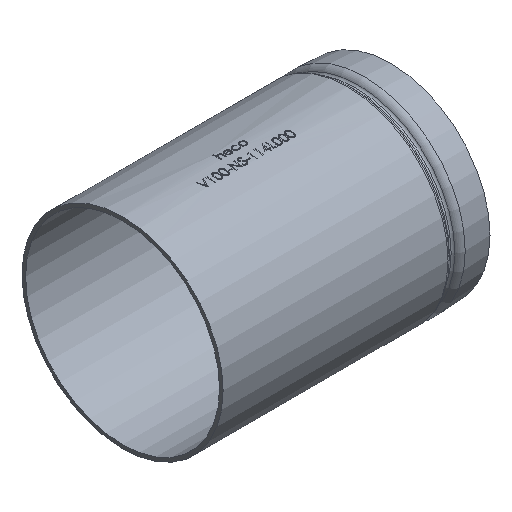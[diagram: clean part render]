
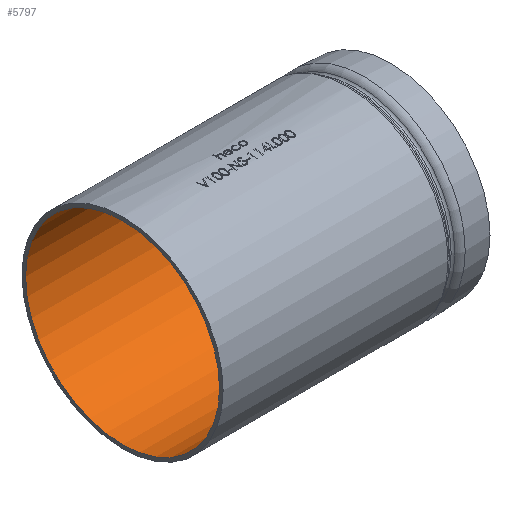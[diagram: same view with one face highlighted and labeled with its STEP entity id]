
A CAD part, isometric view. The second image highlights one B-rep face of the part: STEP entity #5797.
In plain terms, the highlighted cylindrical face has radius 55.118 mm (diameter 110.236 mm), a full revolution.
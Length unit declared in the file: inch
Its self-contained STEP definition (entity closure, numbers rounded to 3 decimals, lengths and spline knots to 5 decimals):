
#2365 = AXIS2_PLACEMENT_3D ( 'NONE', #11791, #14130, #12853 ) ;
#2481 = FACE_OUTER_BOUND ( 'NONE', #3144, .T. ) ;
#2574 = DIRECTION ( 'NONE',  ( 1., 0., 0. ) ) ;
#3074 = DIRECTION ( 'NONE',  ( 0., 1., 0. ) ) ;
#3144 = EDGE_LOOP ( 'NONE', ( #13176 ) ) ;
#5122 = ORIENTED_EDGE ( 'NONE', *, *, #13057, .F. ) ;
#5797 = ADVANCED_FACE ( 'NONE', ( #11079, #2481 ), #11066, .F. ) ;
#5941 = CIRCLE ( 'NONE', #11535, 2.17 ) ;
#6937 = AXIS2_PLACEMENT_3D ( 'NONE', #10554, #9717, #3074 ) ;
#7098 = VERTEX_POINT ( 'NONE', #8835 ) ;
#7102 = DIRECTION ( 'NONE',  ( 0., 0., -1. ) ) ;
#8835 = CARTESIAN_POINT ( 'NONE',  ( 4.99185, -2.17, 0. ) ) ;
#8881 = CARTESIAN_POINT ( 'NONE',  ( 0., 0., -2.17 ) ) ;
#9717 = DIRECTION ( 'NONE',  ( 1., 0., 0. ) ) ;
#10269 = CIRCLE ( 'NONE', #2365, 2.17 ) ;
#10489 = EDGE_CURVE ( 'NONE', #7098, #7098, #10269, .T. ) ;
#10554 = CARTESIAN_POINT ( 'NONE',  ( 2.51154, 0., 0. ) ) ;
#11066 = CYLINDRICAL_SURFACE ( 'NONE', #6937, 2.17 ) ;
#11079 = FACE_OUTER_BOUND ( 'NONE', #11406, .T. ) ;
#11123 = VERTEX_POINT ( 'NONE', #8881 ) ;
#11406 = EDGE_LOOP ( 'NONE', ( #5122 ) ) ;
#11535 = AXIS2_PLACEMENT_3D ( 'NONE', #13843, #2574, #7102 ) ;
#11791 = CARTESIAN_POINT ( 'NONE',  ( 4.99185, 0., 0. ) ) ;
#12853 = DIRECTION ( 'NONE',  ( 0., -1., 0. ) ) ;
#13057 = EDGE_CURVE ( 'NONE', #11123, #11123, #5941, .T. ) ;
#13176 = ORIENTED_EDGE ( 'NONE', *, *, #10489, .F. ) ;
#13843 = CARTESIAN_POINT ( 'NONE',  ( 0., 0., 0. ) ) ;
#14130 = DIRECTION ( 'NONE',  ( -1., 0., 0. ) ) ;
